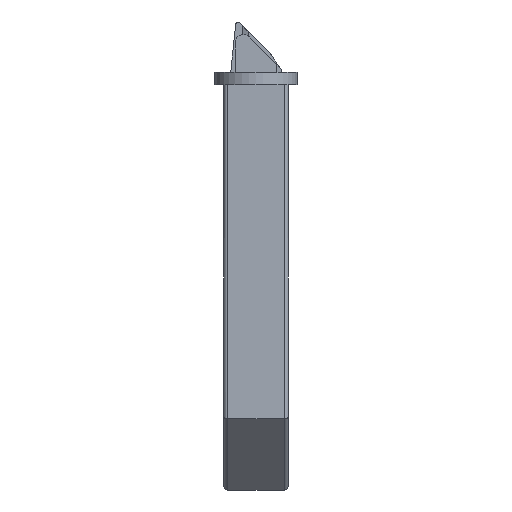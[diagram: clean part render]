
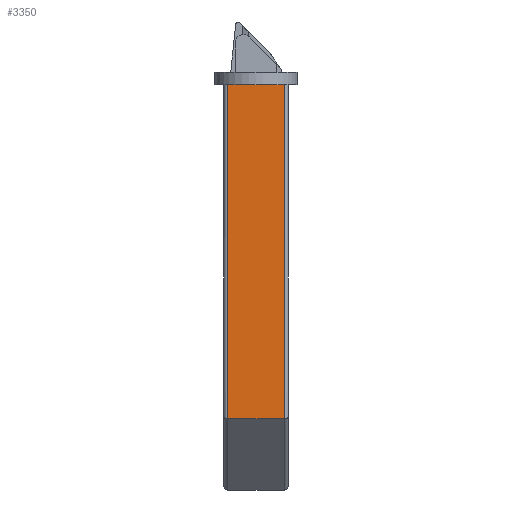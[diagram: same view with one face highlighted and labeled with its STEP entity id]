
A CAD part, front view. The second image highlights one B-rep face of the part: STEP entity #3350.
In plain terms, the highlighted planar face has unit normal (0, -1, 0).
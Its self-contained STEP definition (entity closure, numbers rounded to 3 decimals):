
#38 = VECTOR ( 'NONE', #6463, 1000. ) ;
#40 = ORIENTED_EDGE ( 'NONE', *, *, #3165, .T. ) ;
#117 = VERTEX_POINT ( 'NONE', #5025 ) ;
#340 = ORIENTED_EDGE ( 'NONE', *, *, #6852, .T. ) ;
#351 = ORIENTED_EDGE ( 'NONE', *, *, #3125, .F. ) ;
#614 = LINE ( 'NONE', #4888, #6626 ) ;
#865 = CARTESIAN_POINT ( 'NONE',  ( 6.75, -108., -13. ) ) ;
#1100 = CARTESIAN_POINT ( 'NONE',  ( 6.75, -108., 67. ) ) ;
#1109 = CARTESIAN_POINT ( 'NONE',  ( 7.75, -108., -13. ) ) ;
#1813 = AXIS2_PLACEMENT_3D ( 'NONE', #6343, #3681, #2636 ) ;
#1887 = DIRECTION ( 'NONE',  ( -1., 0., 0. ) ) ;
#2200 = VERTEX_POINT ( 'NONE', #1100 ) ;
#2308 = LINE ( 'NONE', #4776, #5892 ) ;
#2496 = FACE_OUTER_BOUND ( 'NONE', #2602, .T. ) ;
#2602 = EDGE_LOOP ( 'NONE', ( #3217, #340, #351, #40 ) ) ;
#2636 = DIRECTION ( 'NONE',  ( 0., 0., 1. ) ) ;
#2712 = VECTOR ( 'NONE', #1887, 1000. ) ;
#2781 = VERTEX_POINT ( 'NONE', #865 ) ;
#2848 = DIRECTION ( 'NONE',  ( 0., 0., 1. ) ) ;
#3125 = EDGE_CURVE ( 'NONE', #2781, #117, #5907, .T. ) ;
#3165 = EDGE_CURVE ( 'NONE', #2781, #2200, #614, .T. ) ;
#3190 = DIRECTION ( 'NONE',  ( 0., 0., -1. ) ) ;
#3217 = ORIENTED_EDGE ( 'NONE', *, *, #4201, .T. ) ;
#3350 = ADVANCED_FACE ( 'NONE', ( #2496 ), #4701, .F. ) ;
#3681 = DIRECTION ( 'NONE',  ( 0., 1., 0. ) ) ;
#3961 = CARTESIAN_POINT ( 'NONE',  ( 7.75, -108., 67. ) ) ;
#4201 = EDGE_CURVE ( 'NONE', #2200, #6729, #5497, .T. ) ;
#4701 = PLANE ( 'NONE',  #1813 ) ;
#4776 = CARTESIAN_POINT ( 'NONE',  ( -6.75, -108., -13. ) ) ;
#4888 = CARTESIAN_POINT ( 'NONE',  ( 6.75, -108., -13. ) ) ;
#5025 = CARTESIAN_POINT ( 'NONE',  ( -6.75, -108., -13. ) ) ;
#5497 = LINE ( 'NONE', #3961, #2712 ) ;
#5892 = VECTOR ( 'NONE', #3190, 1000. ) ;
#5907 = LINE ( 'NONE', #1109, #38 ) ;
#6241 = CARTESIAN_POINT ( 'NONE',  ( -6.75, -108., 67. ) ) ;
#6343 = CARTESIAN_POINT ( 'NONE',  ( 7.75, -108., -13. ) ) ;
#6463 = DIRECTION ( 'NONE',  ( -1., 0., 0. ) ) ;
#6626 = VECTOR ( 'NONE', #2848, 1000. ) ;
#6729 = VERTEX_POINT ( 'NONE', #6241 ) ;
#6852 = EDGE_CURVE ( 'NONE', #6729, #117, #2308, .T. ) ;
